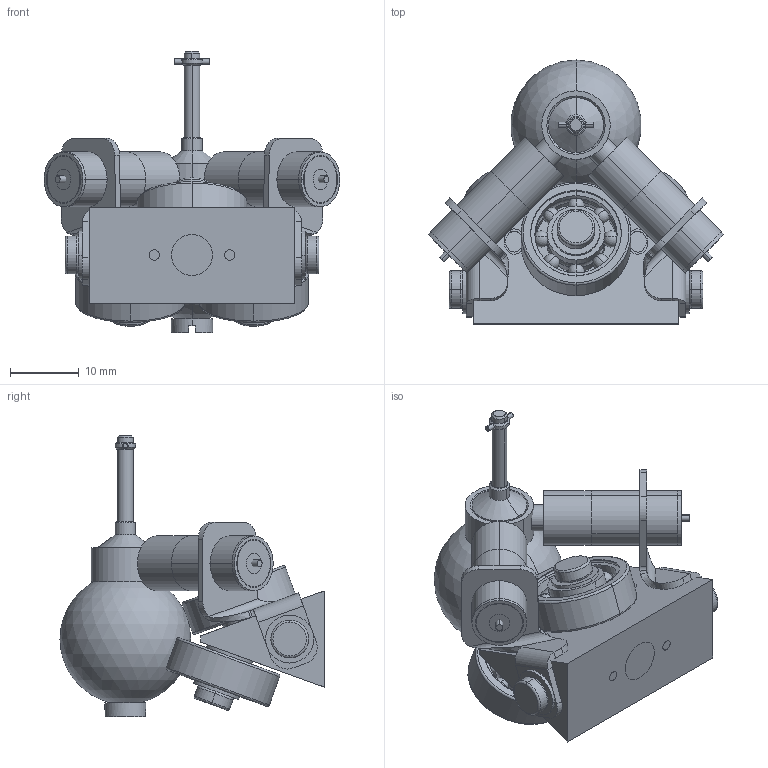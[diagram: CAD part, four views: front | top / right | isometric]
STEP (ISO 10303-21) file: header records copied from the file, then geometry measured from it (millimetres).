
FILE_DESCRIPTION((''),'2;1');
FILE_NAME('KUGELSUPPORT_ASM_ASM','2018-03-29T',('dao'),(''),'PRO/ENGINEER BY PARAMETRIC TECHNOLOGY CORPORATION, 2015360','PRO/ENGINEER BY PARAMETRIC TECHNOLOGY CORPORATION, 2015360','');
FILE_SCHEMA(('CONFIG_CONTROL_DESIGN'));
Length unit declared in the file: millimetre
Products named in the file (26): KUGELSUPPORT_ASM_SKEL; KUGELSUPPORT; KUGEL_DURCHGEBOHRT_ASM_SKEL; KUGELWELLE; KUGEL_DURCHGEBOHRT; KUGELAUFNAHME; KUNSTOFFWELLE; STIFT; KUGEL_DURCHGEBOHRT_ASM_ASM; SUPPORTLAGER_ASM_SKEL; SUPPORTLAGER_HUELSE; SCHEIBE_M3_DIN125_ST; 625_PART1; 625_PART2; 625_PART3; 625_ASM; DIN_7984-1_M3_X_10; SUPPORTLAGER_ASM_ASM; BUERSTENHALTER; KOHLEBUERSTE_KK399; FEDER_LG860_AF0; KOHLEBUERSTENHALTER_ASM_ASM; BLECHHALTER; BLECHHALTER_LINKS; DIN_7984-1_M3_X_8; KUGELSUPPORT_ASM_ASM
Assembly tree (39 placements, depth 4):
  KUGELSUPPORT_ASM_ASM
    KUGELSUPPORT_ASM_SKEL
    KUGELSUPPORT
    KUGEL_DURCHGEBOHRT_ASM_ASM
      KUGEL_DURCHGEBOHRT_ASM_SKEL
      KUGELWELLE
      KUGEL_DURCHGEBOHRT
      KUGELAUFNAHME
      KUNSTOFFWELLE
      STIFT
    SUPPORTLAGER_ASM_ASM  x3
      SUPPORTLAGER_ASM_SKEL
      SUPPORTLAGER_HUELSE
      SCHEIBE_M3_DIN125_ST
      625_ASM
        625_PART1
        625_PART2
        625_PART3  x8
      DIN_7984-1_M3_X_10
    KOHLEBUERSTENHALTER_ASM_ASM  x2
      BUERSTENHALTER
      KOHLEBUERSTE_KK399
      FEDER_LG860_AF0
    BLECHHALTER
    BLECHHALTER_LINKS
    SCHEIBE_M3_DIN125_ST  x2
    DIN_7984-1_M3_X_8  x2
Bounding box: 43.13 x 38.5 x 41 mm (x, y, z)
Volume: 17401.9 mm3; surface area: 23966.1 mm2
Topology: 65 solids, 87 shells, 697 faces, 1518 edges, 887 vertices
Faces by surface type: cylinder 272, plane 177, cone 92, torus 78, sphere 50, bspline 28
Entity records: 15361 total; most frequent: CARTESIAN_POINT 6059, DIRECTION 2090, ORIENTED_EDGE 1618, AXIS2_PLACEMENT_3D 861, EDGE_CURVE 831, VERTEX_POINT 515, EDGE_LOOP 431, CIRCLE 392
